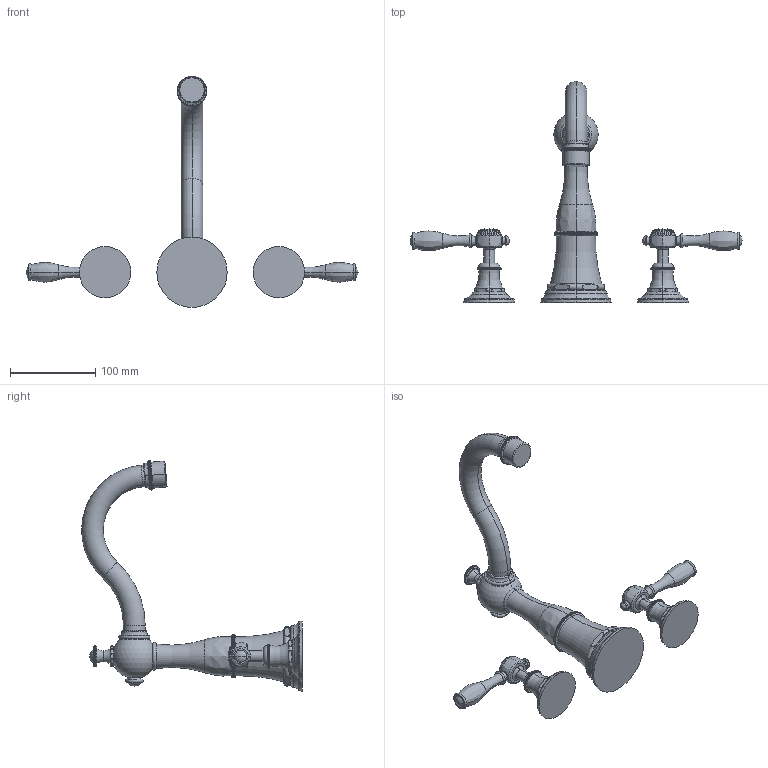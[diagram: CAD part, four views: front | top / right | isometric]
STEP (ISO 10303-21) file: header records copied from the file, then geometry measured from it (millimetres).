
FILE_DESCRIPTION((''),'2;1');
FILE_NAME('3-1776','2021-03-12T13:54:12',('jinson.thomas'),(''),'CREO PARAMETRIC BY PTC INC, 2018400','CREO PARAMETRIC BY PTC INC, 2018400','');
FILE_SCHEMA(('CONFIG_CONTROL_DESIGN'));
Length unit declared in the file: inch
Products named in the file (1): 3-1776
Bounding box: 388.42 x 258.34 x 270.03 mm (x, y, z)
Volume: 680997.2 mm3; surface area: 99954.2 mm2
Topology: 3 solids, 3 shells, 1099 faces, 1810 edges, 1154 vertices
Faces by surface type: plane 883, torus 138, cylinder 34, sphere 18, bspline 16, cone 10
Entity records: 41522 total; most frequent: CARTESIAN_POINT 22383, ORIENTED_EDGE 3588, DIRECTION 3494, EDGE_CURVE 1794, EDGE_LOOP 1552, AXIS2_PLACEMENT_3D 1517, VERTEX_POINT 1154, FACE_OUTER_BOUND 1099
